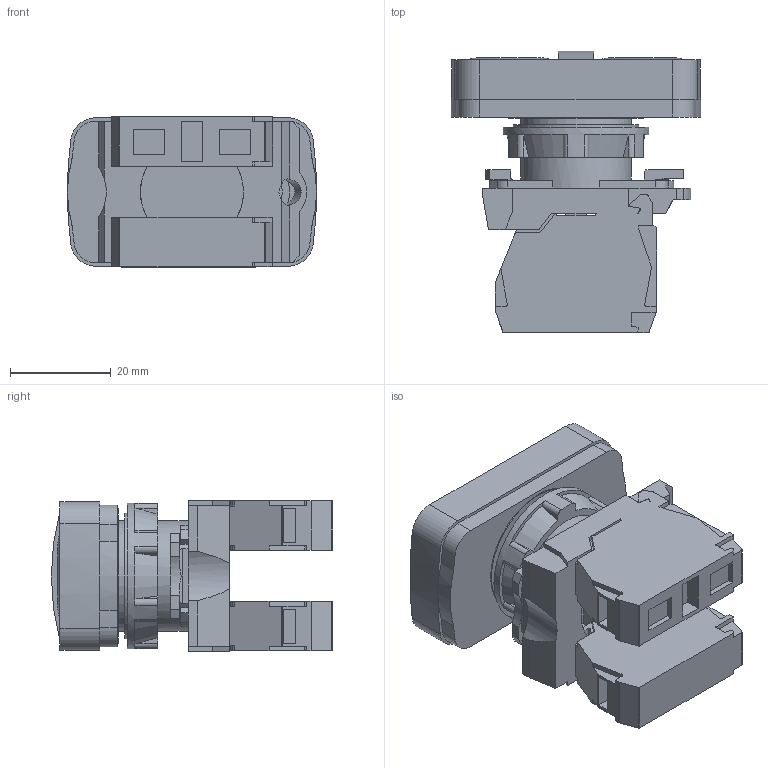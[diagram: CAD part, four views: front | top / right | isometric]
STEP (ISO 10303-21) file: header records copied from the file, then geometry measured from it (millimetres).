
FILE_DESCRIPTION(('STEP AP203'), '1');
FILE_NAME('MTB5-AL2812', '2025-03-17T10:11:37', (''), (''), 'C3D Converter', 'C3D Toolkit', '');
FILE_SCHEMA(('CONFIG_CONTROL_DESIGN'));
Length unit declared in the file: millimetre
Bounding box: 49.5 x 55.9 x 30 mm (x, y, z)
Volume: 41333.3 mm3; surface area: 16536.1 mm2
Topology: 1 solids, 1 shells, 532 faces, 1520 edges, 998 vertices
Faces by surface type: plane 353, cylinder 156, torus 12, cone 6, bspline 4, extrusion 1
Full cylindrical faces by diameter (mm): 5.2 x1, 17 x2, 17.2 x2, 20.5 x1, 22 x2, 25 x1, 26.8 x1, 29 x1
Entity records: 23391 total; most frequent: CARTESIAN_POINT 5250, ORIENTED_EDGE 3006, DIRECTION 2768, EDGE_CURVE 1503, VECTOR 1014, LINE 1013, VERTEX_POINT 998, AXIS2_PLACEMENT_3D 877
